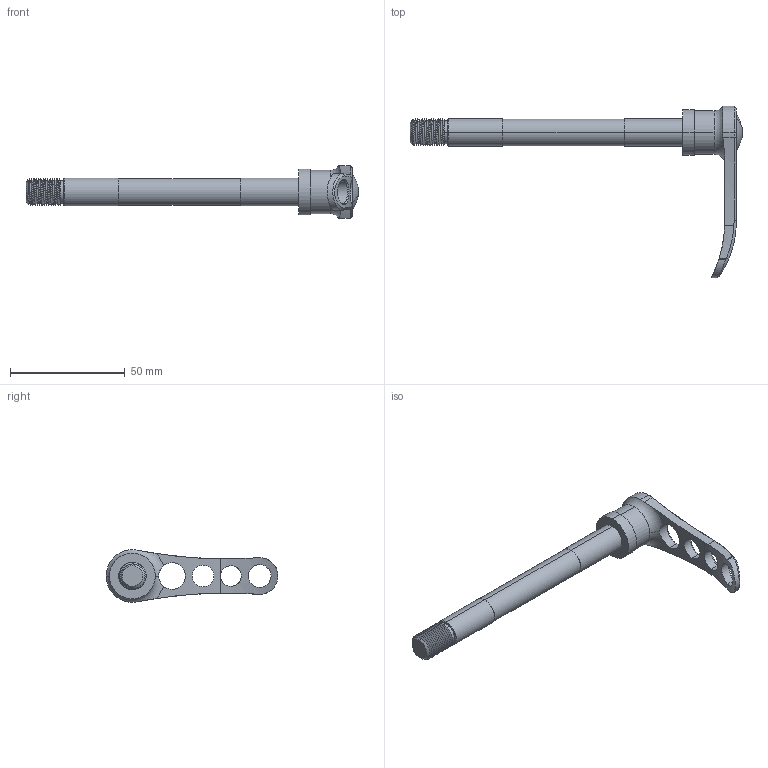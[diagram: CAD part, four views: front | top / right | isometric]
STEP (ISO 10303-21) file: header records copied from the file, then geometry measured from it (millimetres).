
FILE_DESCRIPTION (( 'STEP AP214' ), '1' );
FILE_NAME ('SK4008.STEP', '2025-04-15T22:03:05', ( '' ), ( '' ), 'SwSTEP 2.0', 'SolidWorks 2023', '' );
FILE_SCHEMA (( 'AUTOMOTIVE_DESIGN' ));
Length unit declared in the file: inch
Products named in the file (4): SK40XX_100; SK4008; SK4060_ROUND TOP; SK4061
Assembly tree (3 placements, depth 2):
  SK4008
    SK40XX_100
    SK4060_ROUND TOP
    SK4061
Bounding box: 144.86 x 74.99 x 23 mm (x, y, z)
Volume: 21827.1 mm3; surface area: 11667.6 mm2
Topology: 3 solids, 3 shells, 134 faces, 328 edges, 207 vertices
Faces by surface type: cylinder 67, plane 28, cone 25, bspline 10, torus 4
Entity records: 9739 total; most frequent: CARTESIAN_POINT 6433, DIRECTION 699, ORIENTED_EDGE 652, EDGE_CURVE 326, AXIS2_PLACEMENT_3D 299, VERTEX_POINT 207, CIRCLE 169, EDGE_LOOP 153
